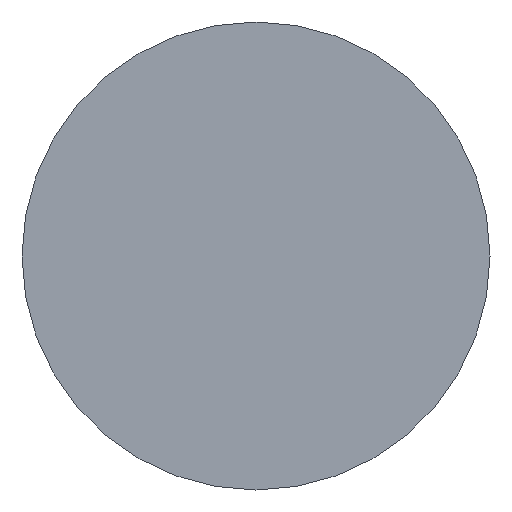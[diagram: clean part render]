
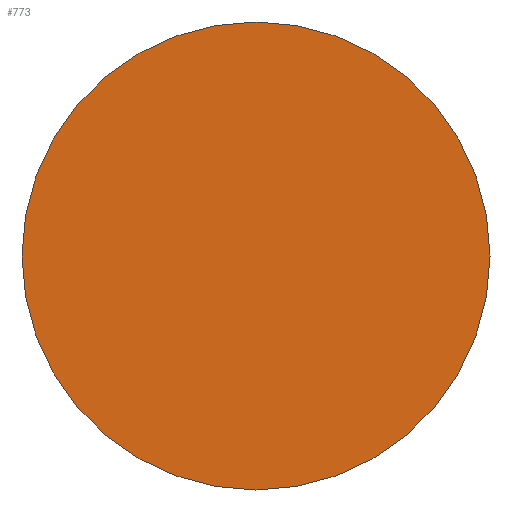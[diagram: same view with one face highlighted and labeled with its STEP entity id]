
A CAD part, left-side view. The second image highlights one B-rep face of the part: STEP entity #773.
In plain terms, the highlighted planar face has unit normal (-1, 0, 0).
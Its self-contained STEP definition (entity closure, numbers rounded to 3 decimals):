
#221 = CARTESIAN_POINT ( 'NONE',  ( 0., 0., -38. ) ) ;
#529 = ORIENTED_EDGE ( 'NONE', *, *, #2913, .T. ) ;
#559 = EDGE_CURVE ( 'NONE', #1869, #1410, #2875, .T. ) ;
#733 = CARTESIAN_POINT ( 'NONE',  ( 0., 0., 0. ) ) ;
#773 = ADVANCED_FACE ( 'NONE', ( #2106 ), #1546, .F. ) ;
#898 = ORIENTED_EDGE ( 'NONE', *, *, #559, .T. ) ;
#1029 = CARTESIAN_POINT ( 'NONE',  ( 0., 0., 0. ) ) ;
#1268 = AXIS2_PLACEMENT_3D ( 'NONE', #1029, #2650, #1972 ) ;
#1410 = VERTEX_POINT ( 'NONE', #2577 ) ;
#1533 = CIRCLE ( 'NONE', #2177, 38. ) ;
#1546 = PLANE ( 'NONE',  #2867 ) ;
#1869 = VERTEX_POINT ( 'NONE', #221 ) ;
#1972 = DIRECTION ( 'NONE',  ( 0., 0., 1. ) ) ;
#2106 = FACE_OUTER_BOUND ( 'NONE', #2732, .T. ) ;
#2143 = DIRECTION ( 'NONE',  ( 0., 0., 1. ) ) ;
#2177 = AXIS2_PLACEMENT_3D ( 'NONE', #733, #2358, #2143 ) ;
#2358 = DIRECTION ( 'NONE',  ( -1., 0., 0. ) ) ;
#2465 = CARTESIAN_POINT ( 'NONE',  ( 0., 0., 0. ) ) ;
#2577 = CARTESIAN_POINT ( 'NONE',  ( 0., 0., 38. ) ) ;
#2650 = DIRECTION ( 'NONE',  ( -1., 0., 0. ) ) ;
#2726 = DIRECTION ( 'NONE',  ( 0., 0., -1. ) ) ;
#2732 = EDGE_LOOP ( 'NONE', ( #529, #898 ) ) ;
#2867 = AXIS2_PLACEMENT_3D ( 'NONE', #2465, #2949, #2726 ) ;
#2875 = CIRCLE ( 'NONE', #1268, 38. ) ;
#2913 = EDGE_CURVE ( 'NONE', #1410, #1869, #1533, .T. ) ;
#2949 = DIRECTION ( 'NONE',  ( 1., 0., 0. ) ) ;
